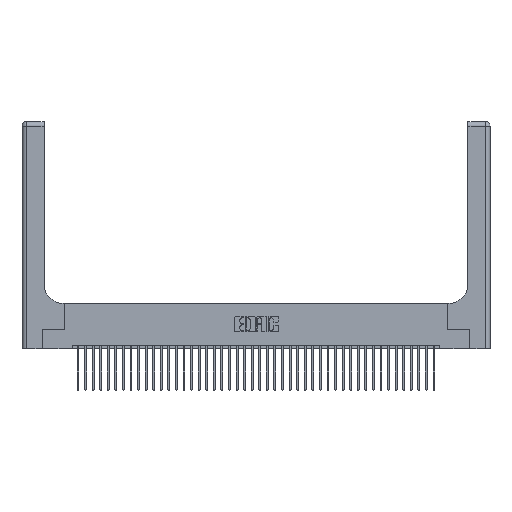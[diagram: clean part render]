
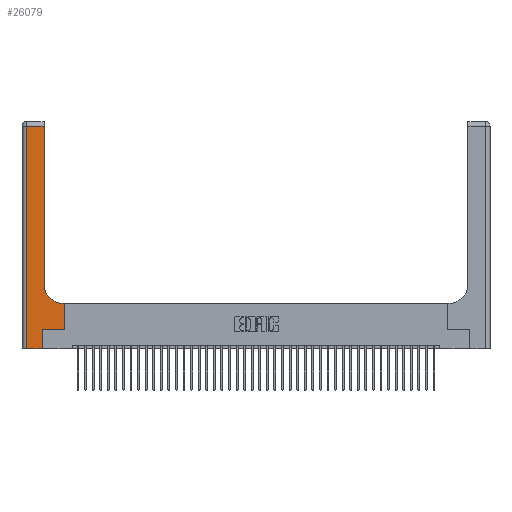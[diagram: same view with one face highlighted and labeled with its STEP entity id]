
A CAD part, top view. The second image highlights one B-rep face of the part: STEP entity #26079.
In plain terms, the highlighted planar face has unit normal (0, 0, 1).
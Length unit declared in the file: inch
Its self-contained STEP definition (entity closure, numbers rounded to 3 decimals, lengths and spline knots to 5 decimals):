
#689 = CARTESIAN_POINT ( 'NONE',  ( 0., 0., 0.37 ) ) ;
#2250 = VERTEX_POINT ( 'NONE', #19068 ) ;
#2415 = VERTEX_POINT ( 'NONE', #19490 ) ;
#2541 = DIRECTION ( 'NONE',  ( 0., 1., 0. ) ) ;
#2897 = VECTOR ( 'NONE', #20270, 39.37008 ) ;
#5251 = ORIENTED_EDGE ( 'NONE', *, *, #11836, .T. ) ;
#5764 = LINE ( 'NONE', #17958, #32239 ) ;
#5800 = DIRECTION ( 'NONE',  ( -1., 0., 0. ) ) ;
#6065 = DIRECTION ( 'NONE',  ( 1., 0., 0. ) ) ;
#6473 = LINE ( 'NONE', #38252, #16630 ) ;
#6640 = VECTOR ( 'NONE', #27616, 39.37008 ) ;
#6776 = ORIENTED_EDGE ( 'NONE', *, *, #34765, .T. ) ;
#7028 = DIRECTION ( 'NONE',  ( -1., 0., 0. ) ) ;
#7634 = CARTESIAN_POINT ( 'NONE',  ( 0.06, 3., 0.37 ) ) ;
#7826 = LINE ( 'NONE', #8928, #15994 ) ;
#8178 = CARTESIAN_POINT ( 'NONE',  ( 0.2915, 2.94, 0.37 ) ) ;
#8686 = VERTEX_POINT ( 'NONE', #32599 ) ;
#8928 = CARTESIAN_POINT ( 'NONE',  ( 0.2915, 0.6, 0.37 ) ) ;
#10026 = EDGE_CURVE ( 'NONE', #16529, #26724, #36455, .T. ) ;
#10538 = EDGE_CURVE ( 'NONE', #30516, #16529, #10953, .T. ) ;
#10850 = EDGE_CURVE ( 'NONE', #2415, #36184, #40996, .T. ) ;
#10953 = LINE ( 'NONE', #7634, #2897 ) ;
#11064 = DIRECTION ( 'NONE',  ( -1., 0., 0. ) ) ;
#11836 = EDGE_CURVE ( 'NONE', #2250, #15071, #30495, .T. ) ;
#12029 = ORIENTED_EDGE ( 'NONE', *, *, #40103, .T. ) ;
#12071 = EDGE_LOOP ( 'NONE', ( #31354, #38431, #29536, #29339, #6776, #12029, #5251, #13021, #18098 ) ) ;
#13021 = ORIENTED_EDGE ( 'NONE', *, *, #37161, .T. ) ;
#13074 = VECTOR ( 'NONE', #32278, 39.37008 ) ;
#13365 = CARTESIAN_POINT ( 'NONE',  ( 0.06, 2.94, 0.37 ) ) ;
#13694 = VERTEX_POINT ( 'NONE', #8178 ) ;
#13714 = CARTESIAN_POINT ( 'NONE',  ( 0.269, 0., 0.37 ) ) ;
#14067 = CARTESIAN_POINT ( 'NONE',  ( 0., 3., 0.37 ) ) ;
#15071 = VERTEX_POINT ( 'NONE', #26232 ) ;
#15728 = CARTESIAN_POINT ( 'NONE',  ( 0.5415, 0.85, 0.37 ) ) ;
#15994 = VECTOR ( 'NONE', #5800, 39.37008 ) ;
#16242 = LINE ( 'NONE', #29210, #25884 ) ;
#16529 = VERTEX_POINT ( 'NONE', #30431 ) ;
#16573 = EDGE_CURVE ( 'NONE', #36184, #13694, #5764, .T. ) ;
#16630 = VECTOR ( 'NONE', #22336, 39.37008 ) ;
#17353 = DIRECTION ( 'NONE',  ( 0., 0., -1. ) ) ;
#17558 = CARTESIAN_POINT ( 'NONE',  ( 0.269, 0.25, 0.37 ) ) ;
#17958 = CARTESIAN_POINT ( 'NONE',  ( 0.2915, 3., 0.37 ) ) ;
#18098 = ORIENTED_EDGE ( 'NONE', *, *, #10850, .T. ) ;
#19068 = CARTESIAN_POINT ( 'NONE',  ( 0.5585, 0.25, 0.37 ) ) ;
#19490 = CARTESIAN_POINT ( 'NONE',  ( 0.5415, 0.6, 0.37 ) ) ;
#19621 = AXIS2_PLACEMENT_3D ( 'NONE', #14067, #17353, #11064 ) ;
#20270 = DIRECTION ( 'NONE',  ( 0., -1., 0. ) ) ;
#20360 = LINE ( 'NONE', #17558, #6640 ) ;
#20826 = VECTOR ( 'NONE', #2541, 39.37008 ) ;
#21201 = DIRECTION ( 'NONE',  ( 0., 1., 0. ) ) ;
#21438 = CARTESIAN_POINT ( 'NONE',  ( 0.5585, 0.25, 0.37 ) ) ;
#22336 = DIRECTION ( 'NONE',  ( 0., 1., 0. ) ) ;
#23497 = CARTESIAN_POINT ( 'NONE',  ( 0.2915, 0.85, 0.37 ) ) ;
#23929 = FACE_OUTER_BOUND ( 'NONE', #12071, .T. ) ;
#25884 = VECTOR ( 'NONE', #7028, 39.37008 ) ;
#26079 = ADVANCED_FACE ( 'NONE', ( #23929 ), #30681, .F. ) ;
#26232 = CARTESIAN_POINT ( 'NONE',  ( 0.5585, 0.6, 0.37 ) ) ;
#26724 = VERTEX_POINT ( 'NONE', #13714 ) ;
#27616 = DIRECTION ( 'NONE',  ( 1., 0., 0. ) ) ;
#29080 = AXIS2_PLACEMENT_3D ( 'NONE', #15728, #38467, #6065 ) ;
#29210 = CARTESIAN_POINT ( 'NONE',  ( 0., 2.94, 0.37 ) ) ;
#29339 = ORIENTED_EDGE ( 'NONE', *, *, #10026, .T. ) ;
#29536 = ORIENTED_EDGE ( 'NONE', *, *, #10538, .T. ) ;
#30431 = CARTESIAN_POINT ( 'NONE',  ( 0.06, 0., 0.37 ) ) ;
#30495 = LINE ( 'NONE', #21438, #20826 ) ;
#30516 = VERTEX_POINT ( 'NONE', #13365 ) ;
#30681 = PLANE ( 'NONE',  #19621 ) ;
#31354 = ORIENTED_EDGE ( 'NONE', *, *, #16573, .T. ) ;
#32239 = VECTOR ( 'NONE', #21201, 39.37008 ) ;
#32278 = DIRECTION ( 'NONE',  ( 1., 0., 0. ) ) ;
#32599 = CARTESIAN_POINT ( 'NONE',  ( 0.269, 0.25, 0.37 ) ) ;
#34765 = EDGE_CURVE ( 'NONE', #26724, #8686, #6473, .T. ) ;
#36184 = VERTEX_POINT ( 'NONE', #23497 ) ;
#36455 = LINE ( 'NONE', #689, #13074 ) ;
#37161 = EDGE_CURVE ( 'NONE', #15071, #2415, #7826, .T. ) ;
#38252 = CARTESIAN_POINT ( 'NONE',  ( 0.269, 0., 0.37 ) ) ;
#38431 = ORIENTED_EDGE ( 'NONE', *, *, #41208, .T. ) ;
#38467 = DIRECTION ( 'NONE',  ( 0., 0., -1. ) ) ;
#40103 = EDGE_CURVE ( 'NONE', #8686, #2250, #20360, .T. ) ;
#40996 = CIRCLE ( 'NONE', #29080, 0.25 ) ;
#41208 = EDGE_CURVE ( 'NONE', #13694, #30516, #16242, .T. ) ;
